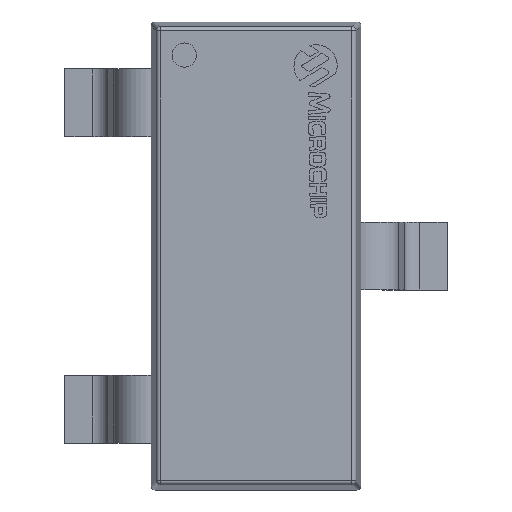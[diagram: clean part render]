
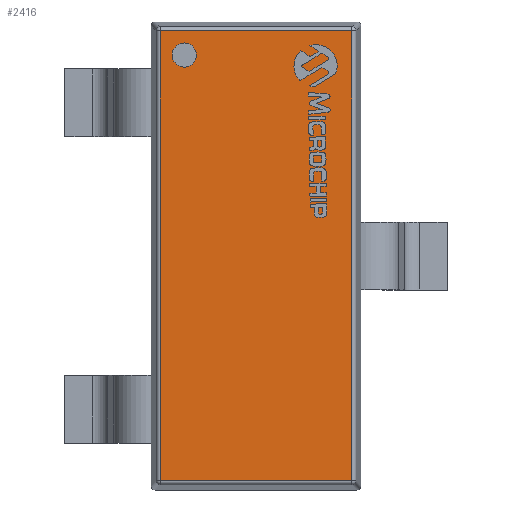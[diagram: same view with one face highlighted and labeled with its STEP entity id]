
A CAD part, top view. The second image highlights one B-rep face of the part: STEP entity #2416.
In plain terms, the highlighted planar face has unit normal (0, 0, 1).
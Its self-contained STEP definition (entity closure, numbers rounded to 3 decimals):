
#8 = VECTOR ( 'NONE', #7054, 1000. ) ;
#60 = EDGE_CURVE ( 'NONE', #971, #6923, #5717, .T. ) ;
#378 = VERTEX_POINT ( 'NONE', #1423 ) ;
#469 = VERTEX_POINT ( 'NONE', #7029 ) ;
#551 = CARTESIAN_POINT ( 'NONE',  ( -0.444, 1.244, 0.532 ) ) ;
#591 = ORIENTED_EDGE ( 'NONE', *, *, #6361, .F. ) ;
#681 = DIRECTION ( 'NONE',  ( 0., 0., 1. ) ) ;
#792 = VECTOR ( 'NONE', #8528, 1000. ) ;
#971 = VERTEX_POINT ( 'NONE', #5501 ) ;
#997 = EDGE_LOOP ( 'NONE', ( #7728, #4683, #3360, #3212 ) ) ;
#1069 = EDGE_CURVE ( 'NONE', #5769, #469, #8481, .T. ) ;
#1290 = CARTESIAN_POINT ( 'NONE',  ( 0.618, -1.394, 0.532 ) ) ;
#1302 = CARTESIAN_POINT ( 'NONE',  ( 0., 0., 0.532 ) ) ;
#1423 = CARTESIAN_POINT ( 'NONE',  ( -0.519, 1.244, 0.532 ) ) ;
#1597 = CIRCLE ( 'NONE', #2406, 0.075 ) ;
#1658 = ORIENTED_EDGE ( 'NONE', *, *, #4203, .F. ) ;
#1993 = PLANE ( 'NONE',  #5818 ) ;
#2257 = CIRCLE ( 'NONE', #8056, 0.075 ) ;
#2346 = CARTESIAN_POINT ( 'NONE',  ( 0.594, -1.394, 0.532 ) ) ;
#2406 = AXIS2_PLACEMENT_3D ( 'NONE', #551, #7874, #6490 ) ;
#2416 = ADVANCED_FACE ( 'NONE', ( #3870, #7221 ), #1993, .T. ) ;
#2419 = VECTOR ( 'NONE', #8023, 1000. ) ;
#2612 = LINE ( 'NONE', #1290, #4608 ) ;
#2744 = VERTEX_POINT ( 'NONE', #3432 ) ;
#3212 = ORIENTED_EDGE ( 'NONE', *, *, #1069, .T. ) ;
#3360 = ORIENTED_EDGE ( 'NONE', *, *, #3687, .T. ) ;
#3432 = CARTESIAN_POINT ( 'NONE',  ( -0.369, 1.244, 0.532 ) ) ;
#3641 = EDGE_LOOP ( 'NONE', ( #1658, #591 ) ) ;
#3687 = EDGE_CURVE ( 'NONE', #6923, #5769, #2612, .T. ) ;
#3870 = FACE_BOUND ( 'NONE', #3641, .T. ) ;
#4024 = LINE ( 'NONE', #5306, #2419 ) ;
#4203 = EDGE_CURVE ( 'NONE', #2744, #378, #2257, .T. ) ;
#4415 = CARTESIAN_POINT ( 'NONE',  ( -0.594, -1.418, 0.532 ) ) ;
#4608 = VECTOR ( 'NONE', #6555, 1000. ) ;
#4663 = DIRECTION ( 'NONE',  ( 1., 0., 0. ) ) ;
#4683 = ORIENTED_EDGE ( 'NONE', *, *, #60, .T. ) ;
#5306 = CARTESIAN_POINT ( 'NONE',  ( -0.618, 1.394, 0.532 ) ) ;
#5501 = CARTESIAN_POINT ( 'NONE',  ( -0.594, 1.394, 0.532 ) ) ;
#5717 = LINE ( 'NONE', #4415, #8 ) ;
#5769 = VERTEX_POINT ( 'NONE', #2346 ) ;
#5818 = AXIS2_PLACEMENT_3D ( 'NONE', #1302, #681, #4663 ) ;
#6242 = DIRECTION ( 'NONE',  ( 0., 0., 1. ) ) ;
#6285 = DIRECTION ( 'NONE',  ( 1., 0., 0. ) ) ;
#6361 = EDGE_CURVE ( 'NONE', #378, #2744, #1597, .T. ) ;
#6490 = DIRECTION ( 'NONE',  ( 1., 0., 0. ) ) ;
#6555 = DIRECTION ( 'NONE',  ( 1., 0., 0. ) ) ;
#6923 = VERTEX_POINT ( 'NONE', #7564 ) ;
#7029 = CARTESIAN_POINT ( 'NONE',  ( 0.594, 1.394, 0.532 ) ) ;
#7054 = DIRECTION ( 'NONE',  ( 0., -1., 0. ) ) ;
#7221 = FACE_OUTER_BOUND ( 'NONE', #997, .T. ) ;
#7564 = CARTESIAN_POINT ( 'NONE',  ( -0.594, -1.394, 0.532 ) ) ;
#7654 = CARTESIAN_POINT ( 'NONE',  ( 0.594, 1.418, 0.532 ) ) ;
#7728 = ORIENTED_EDGE ( 'NONE', *, *, #7933, .T. ) ;
#7874 = DIRECTION ( 'NONE',  ( 0., 0., 1. ) ) ;
#7933 = EDGE_CURVE ( 'NONE', #469, #971, #4024, .T. ) ;
#8023 = DIRECTION ( 'NONE',  ( -1., 0., 0. ) ) ;
#8056 = AXIS2_PLACEMENT_3D ( 'NONE', #8103, #6242, #6285 ) ;
#8103 = CARTESIAN_POINT ( 'NONE',  ( -0.444, 1.244, 0.532 ) ) ;
#8481 = LINE ( 'NONE', #7654, #792 ) ;
#8528 = DIRECTION ( 'NONE',  ( 0., 1., 0. ) ) ;
